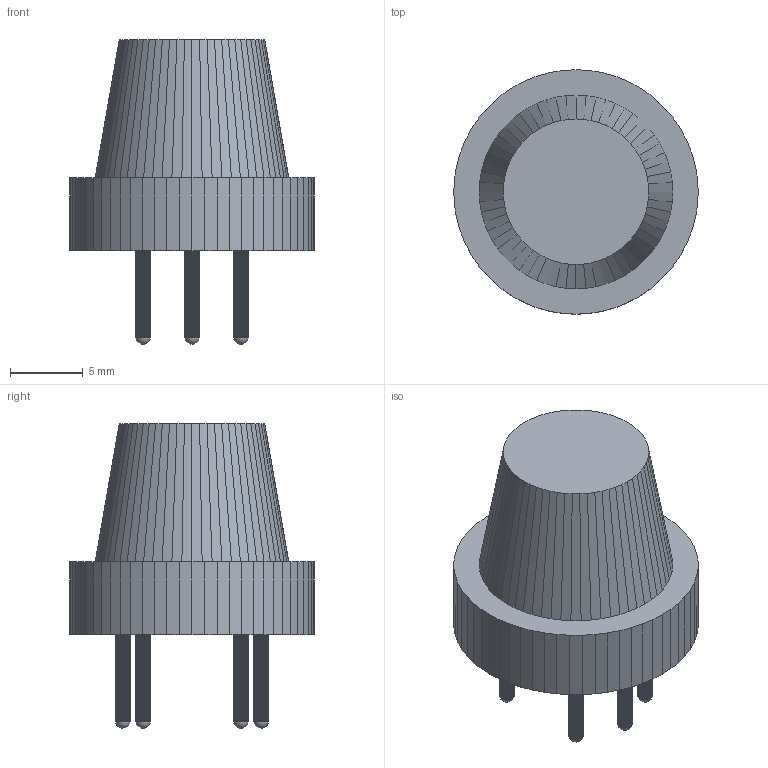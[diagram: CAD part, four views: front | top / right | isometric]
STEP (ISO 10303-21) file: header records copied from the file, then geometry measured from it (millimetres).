
FILE_DESCRIPTION(('FreeCAD Model'),'2;1');
FILE_NAME('mqxxx.step' ,'2019-06-24T20:07:59',(''),(''),'Open CASCADE STEP processor 7.3', 'FreeCAD','Unknown');
FILE_SCHEMA(('AUTOMOTIVE_DESIGN { 1 0 10303 214 1 1 1 1 }'));
Length unit declared in the file: millimetre
Products named in the file (1): refine_union
Bounding box: 16.8 x 16.8 x 20.95 mm (x, y, z)
Volume: 2153.9 mm3; surface area: 1874.5 mm2
Topology: 3 solids, 3 shells, 619 faces, 1818 edges, 1212 vertices
Faces by surface type: plane 433, bspline 180, sphere 6
Entity records: 42925 total; most frequent: CARTESIAN_POINT 8588, DIRECTION 5548, LINE 4638, VECTOR 4638, ORIENTED_EDGE 3624, PCURVE 3624, DEFINITIONAL_REPRESENTATION 3624, EDGE_CURVE 1812
